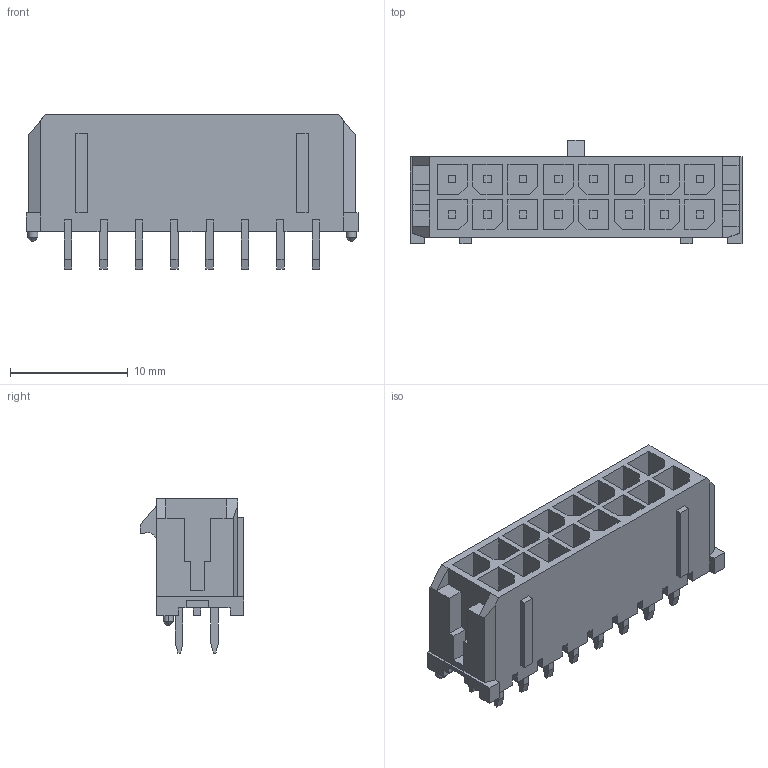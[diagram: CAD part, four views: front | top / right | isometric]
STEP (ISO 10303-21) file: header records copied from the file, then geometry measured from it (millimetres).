
FILE_DESCRIPTION((''),'2;1');
FILE_NAME('430451628','2020-04-16T',('gga'),(''),'PRO/ENGINEER BY PARAMETRIC TECHNOLOGY CORPORATION, 2016010','PRO/ENGINEER BY PARAMETRIC TECHNOLOGY CORPORATION, 2016010','');
FILE_SCHEMA(('CONFIG_CONTROL_DESIGN'));
Length unit declared in the file: millimetre
Products named in the file (1): 430451628
Bounding box: 28.15 x 8.77 x 13.09 mm (x, y, z)
Volume: 1122.3 mm3; surface area: 2568.5 mm2
Topology: 1 solids, 1 shells, 557 faces, 1579 edges, 1066 vertices
Faces by surface type: plane 548, cylinder 5, cone 4
Entity records: 17708 total; most frequent: CARTESIAN_POINT 3159, ORIENTED_EDGE 3078, DIRECTION 2745, EDGE_CURVE 1539, VECTOR 1529, LINE 1529, VERTEX_POINT 1022, AXIS2_PLACEMENT_3D 608
